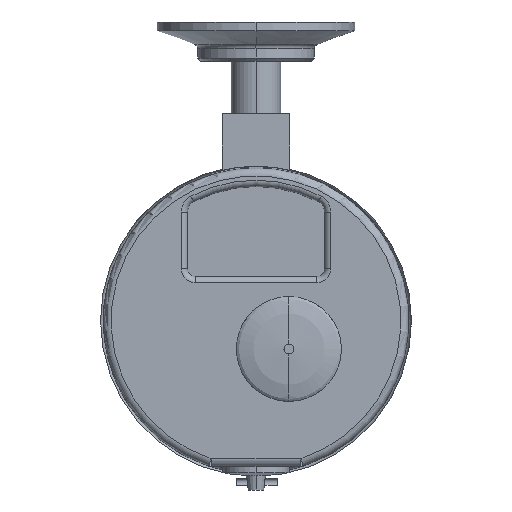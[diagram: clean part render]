
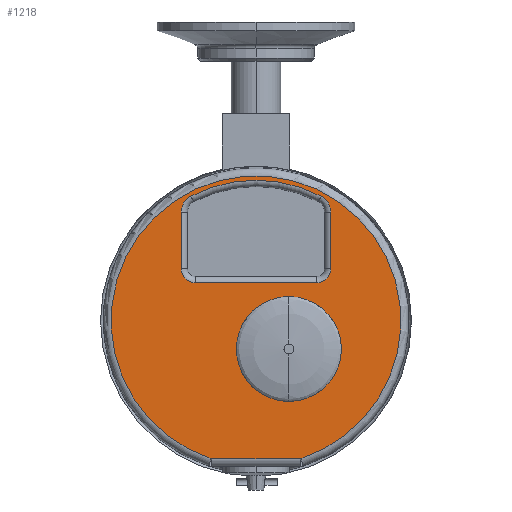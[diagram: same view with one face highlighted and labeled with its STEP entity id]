
A CAD part, front view. The second image highlights one B-rep face of the part: STEP entity #1218.
In plain terms, the highlighted planar face has unit normal (0, -1, 0).
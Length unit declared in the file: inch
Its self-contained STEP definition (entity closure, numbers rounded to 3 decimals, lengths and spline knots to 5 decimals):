
#1=CARTESIAN_POINT('',(0.56604,-0.603,-5.05));
#2=DIRECTION('',(0.,1.,0.));
#3=DIRECTION('',(0.31,0.,-0.951));
#4=AXIS2_PLACEMENT_3D('',#1,#2,#3);
#6=DIRECTION('',(-1.,0.,0.));
#7=VECTOR('',#6,1.13208);
#8=CARTESIAN_POINT('',(0.56604,-0.603,-5.075));
#9=LINE('',#8,#7);
#10=CARTESIAN_POINT('',(-0.56604,-0.603,-5.05));
#11=DIRECTION('',(0.,1.,0.));
#12=DIRECTION('',(0.,0.,-1.));
#13=AXIS2_PLACEMENT_3D('',#10,#11,#12);
#15=CARTESIAN_POINT('',(-0.775,-0.603,-2.65));
#16=DIRECTION('',(0.,1.,0.));
#17=DIRECTION('',(0.,0.,-1.));
#18=AXIS2_PLACEMENT_3D('',#15,#16,#17);
#20=DIRECTION('',(-1.,0.,0.));
#21=VECTOR('',#20,1.55);
#22=CARTESIAN_POINT('',(0.775,-0.603,-2.83));
#23=LINE('',#22,#21);
#24=CARTESIAN_POINT('',(0.775,-0.603,-2.65));
#25=DIRECTION('',(0.,1.,0.));
#26=DIRECTION('',(1.,0.,0.));
#27=AXIS2_PLACEMENT_3D('',#24,#25,#26);
#29=DIRECTION('',(0.,0.,-1.));
#30=VECTOR('',#29,0.72194);
#31=CARTESIAN_POINT('',(0.955,-0.603,-1.92806));
#32=LINE('',#31,#30);
#33=CARTESIAN_POINT('',(0.725,-0.603,-1.92806));
#34=DIRECTION('',(0.,1.,0.));
#35=DIRECTION('',(0.463,0.,0.886));
#36=AXIS2_PLACEMENT_3D('',#33,#34,#35);
#38=CARTESIAN_POINT('',(0.,-0.603,-3.315));
#39=DIRECTION('',(0.,1.,0.));
#40=DIRECTION('',(-0.463,0.,0.886));
#41=AXIS2_PLACEMENT_3D('',#38,#39,#40);
#43=CARTESIAN_POINT('',(-0.725,-0.603,-1.92806));
#44=DIRECTION('',(0.,1.,0.));
#45=DIRECTION('',(-1.,0.,0.));
#46=AXIS2_PLACEMENT_3D('',#43,#44,#45);
#48=DIRECTION('',(0.,0.,1.));
#49=VECTOR('',#48,0.72194);
#50=CARTESIAN_POINT('',(-0.955,-0.603,-2.65));
#51=LINE('',#50,#49);
#52=CARTESIAN_POINT('',(0.42,-0.603,-3.675));
#53=DIRECTION('',(0.,-1.,0.));
#54=DIRECTION('',(0.,0.,1.));
#55=AXIS2_PLACEMENT_3D('',#52,#53,#54);
#57=CARTESIAN_POINT('',(0.42,-0.603,-3.675));
#58=DIRECTION('',(0.,-1.,0.));
#59=DIRECTION('',(0.,0.,-1.));
#60=AXIS2_PLACEMENT_3D('',#57,#58,#59);
#487=CARTESIAN_POINT('',(0.,-0.603,-3.315));
#488=DIRECTION('',(0.,-1.,0.));
#489=DIRECTION('',(0.31,0.,-0.951));
#490=AXIS2_PLACEMENT_3D('',#487,#488,#489);
#1011=CARTESIAN_POINT('',(0.57379,-0.603,-5.07377));
#1012=CARTESIAN_POINT('',(0.56604,-0.603,-5.075));
#1013=VERTEX_POINT('',#1011);
#1014=VERTEX_POINT('',#1012);
#1019=CARTESIAN_POINT('',(-0.56604,-0.603,-5.075));
#1020=VERTEX_POINT('',#1019);
#1021=CARTESIAN_POINT('',(-0.57379,-0.603,-5.07377));
#1022=VERTEX_POINT('',#1021);
#1079=CARTESIAN_POINT('',(-0.775,-0.603,-2.83));
#1080=CARTESIAN_POINT('',(-0.955,-0.603,-2.65));
#1081=VERTEX_POINT('',#1079);
#1082=VERTEX_POINT('',#1080);
#1087=CARTESIAN_POINT('',(-0.955,-0.603,-1.92806));
#1088=VERTEX_POINT('',#1087);
#1091=CARTESIAN_POINT('',(-0.83155,-0.603,-1.72423));
#1092=VERTEX_POINT('',#1091);
#1095=CARTESIAN_POINT('',(0.83155,-0.603,-1.72423));
#1096=VERTEX_POINT('',#1095);
#1099=CARTESIAN_POINT('',(0.955,-0.603,-1.92806));
#1100=VERTEX_POINT('',#1099);
#1103=CARTESIAN_POINT('',(0.955,-0.603,-2.65));
#1104=VERTEX_POINT('',#1103);
#1107=CARTESIAN_POINT('',(0.775,-0.603,-2.83));
#1108=VERTEX_POINT('',#1107);
#1115=CARTESIAN_POINT('',(0.42,-0.603,-3.005));
#1116=CARTESIAN_POINT('',(0.42,-0.603,-4.345));
#1117=VERTEX_POINT('',#1115);
#1118=VERTEX_POINT('',#1116);
#1179=CARTESIAN_POINT('',(0.,-0.603,-3.315));
#1180=DIRECTION('',(0.,-1.,0.));
#1181=DIRECTION('',(0.,0.,1.));
#1182=AXIS2_PLACEMENT_3D('',#1179,#1180,#1181);
#1183=PLANE('',#1182);
#1185=ORIENTED_EDGE('',*,*,#1184,.T.);
#1187=ORIENTED_EDGE('',*,*,#1186,.T.);
#1189=ORIENTED_EDGE('',*,*,#1188,.T.);
#1191=ORIENTED_EDGE('',*,*,#1190,.F.);
#1192=EDGE_LOOP('',(#1185,#1187,#1189,#1191));
#1193=FACE_OUTER_BOUND('',#1192,.F.);
#1195=ORIENTED_EDGE('',*,*,#1194,.F.);
#1197=ORIENTED_EDGE('',*,*,#1196,.F.);
#1199=ORIENTED_EDGE('',*,*,#1198,.F.);
#1201=ORIENTED_EDGE('',*,*,#1200,.F.);
#1203=ORIENTED_EDGE('',*,*,#1202,.F.);
#1205=ORIENTED_EDGE('',*,*,#1204,.F.);
#1207=ORIENTED_EDGE('',*,*,#1206,.F.);
#1209=ORIENTED_EDGE('',*,*,#1208,.F.);
#1210=EDGE_LOOP('',(#1195,#1197,#1199,#1201,#1203,#1205,#1207,#1209));
#1211=FACE_BOUND('',#1210,.F.);
#1213=ORIENTED_EDGE('',*,*,#1212,.T.);
#1215=ORIENTED_EDGE('',*,*,#1214,.T.);
#1216=EDGE_LOOP('',(#1213,#1215));
#1217=FACE_BOUND('',#1216,.F.);
#1218=ADVANCED_FACE('',(#1193,#1211,#1217),#1183,.T.);
#5=CIRCLE('',#4,0.025);
#14=CIRCLE('',#13,0.025);
#19=CIRCLE('',#18,0.18);
#28=CIRCLE('',#27,0.18);
#37=CIRCLE('',#36,0.23);
#42=CIRCLE('',#41,1.795);
#47=CIRCLE('',#46,0.23);
#56=CIRCLE('',#55,0.67);
#61=CIRCLE('',#60,0.67);
#491=CIRCLE('',#490,1.85);
#1184=EDGE_CURVE('',#1013,#1014,#5,.T.);
#1186=EDGE_CURVE('',#1014,#1020,#9,.T.);
#1188=EDGE_CURVE('',#1020,#1022,#14,.T.);
#1190=EDGE_CURVE('',#1013,#1022,#491,.T.);
#1194=EDGE_CURVE('',#1081,#1082,#19,.T.);
#1196=EDGE_CURVE('',#1108,#1081,#23,.T.);
#1198=EDGE_CURVE('',#1104,#1108,#28,.T.);
#1200=EDGE_CURVE('',#1100,#1104,#32,.T.);
#1202=EDGE_CURVE('',#1096,#1100,#37,.T.);
#1204=EDGE_CURVE('',#1092,#1096,#42,.T.);
#1206=EDGE_CURVE('',#1088,#1092,#47,.T.);
#1208=EDGE_CURVE('',#1082,#1088,#51,.T.);
#1212=EDGE_CURVE('',#1117,#1118,#56,.T.);
#1214=EDGE_CURVE('',#1118,#1117,#61,.T.);
